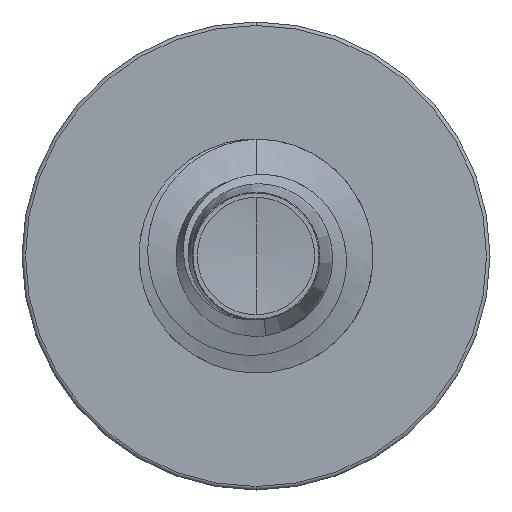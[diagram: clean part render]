
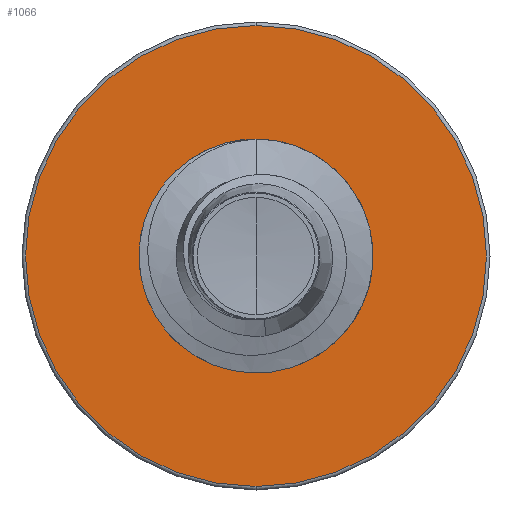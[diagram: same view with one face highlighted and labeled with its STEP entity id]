
A CAD part, front view. The second image highlights one B-rep face of the part: STEP entity #1066.
In plain terms, the highlighted planar face has unit normal (0, -1, 0).
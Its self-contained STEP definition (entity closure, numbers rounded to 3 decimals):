
#9 = DIRECTION ( 'NONE',  ( 0., 0., 1. ) ) ;
#28 = DIRECTION ( 'NONE',  ( 0., 1., 0. ) ) ;
#34 = CARTESIAN_POINT ( 'NONE',  ( 0., 4., 0. ) ) ;
#1050 = CARTESIAN_POINT ( 'NONE',  ( 0., 4., -3.94 ) ) ;
#1066 = ADVANCED_FACE ( 'NONE', ( #9017, #11485 ), #8613, .F. ) ;
#1230 = CIRCLE ( 'NONE', #3474, 3.94 ) ;
#1892 = AXIS2_PLACEMENT_3D ( 'NONE', #34, #28, #9 ) ;
#2993 = EDGE_LOOP ( 'NONE', ( #8954, #3578 ) ) ;
#3020 = AXIS2_PLACEMENT_3D ( 'NONE', #9523, #9503, #9500 ) ;
#3474 = AXIS2_PLACEMENT_3D ( 'NONE', #4283, #4261, #4248 ) ;
#3578 = ORIENTED_EDGE ( 'NONE', *, *, #9233, .F. ) ;
#3705 = DIRECTION ( 'NONE',  ( 0., 0., 1. ) ) ;
#3707 = DIRECTION ( 'NONE',  ( 0., 1., 0. ) ) ;
#3723 = CARTESIAN_POINT ( 'NONE',  ( 0., 4., 0. ) ) ;
#3734 = ORIENTED_EDGE ( 'NONE', *, *, #10140, .T. ) ;
#3968 = AXIS2_PLACEMENT_3D ( 'NONE', #3723, #3707, #3705 ) ;
#4138 = CARTESIAN_POINT ( 'NONE',  ( 0., 4., 1.989 ) ) ;
#4248 = DIRECTION ( 'NONE',  ( 0., 0., 1. ) ) ;
#4261 = DIRECTION ( 'NONE',  ( 0., 1., 0. ) ) ;
#4283 = CARTESIAN_POINT ( 'NONE',  ( 0., 4., 0. ) ) ;
#5491 = VERTEX_POINT ( 'NONE', #9552 ) ;
#7301 = AXIS2_PLACEMENT_3D ( 'NONE', #9461, #8528, #8318 ) ;
#8318 = DIRECTION ( 'NONE',  ( 0., 0., 1. ) ) ;
#8528 = DIRECTION ( 'NONE',  ( 0., 1., 0. ) ) ;
#8613 = PLANE ( 'NONE',  #7301 ) ;
#8747 = CIRCLE ( 'NONE', #3020, 1.989 ) ;
#8903 = EDGE_CURVE ( 'NONE', #9486, #9022, #10798, .T. ) ;
#8954 = ORIENTED_EDGE ( 'NONE', *, *, #8903, .F. ) ;
#9017 = FACE_OUTER_BOUND ( 'NONE', #2993, .T. ) ;
#9022 = VERTEX_POINT ( 'NONE', #1050 ) ;
#9233 = EDGE_CURVE ( 'NONE', #9022, #9486, #1230, .T. ) ;
#9440 = CIRCLE ( 'NONE', #1892, 1.989 ) ;
#9461 = CARTESIAN_POINT ( 'NONE',  ( 0., 4., -1.989 ) ) ;
#9486 = VERTEX_POINT ( 'NONE', #10122 ) ;
#9500 = DIRECTION ( 'NONE',  ( 0., 0., 1. ) ) ;
#9503 = DIRECTION ( 'NONE',  ( 0., 1., 0. ) ) ;
#9523 = CARTESIAN_POINT ( 'NONE',  ( 0., 4., 0. ) ) ;
#9552 = CARTESIAN_POINT ( 'NONE',  ( 0., 4., -1.989 ) ) ;
#9565 = EDGE_CURVE ( 'NONE', #10819, #5491, #8747, .T. ) ;
#10122 = CARTESIAN_POINT ( 'NONE',  ( 0., 4., 3.94 ) ) ;
#10140 = EDGE_CURVE ( 'NONE', #5491, #10819, #9440, .T. ) ;
#10627 = EDGE_LOOP ( 'NONE', ( #11466, #3734 ) ) ;
#10798 = CIRCLE ( 'NONE', #3968, 3.94 ) ;
#10819 = VERTEX_POINT ( 'NONE', #4138 ) ;
#11466 = ORIENTED_EDGE ( 'NONE', *, *, #9565, .T. ) ;
#11485 = FACE_BOUND ( 'NONE', #10627, .T. ) ;
